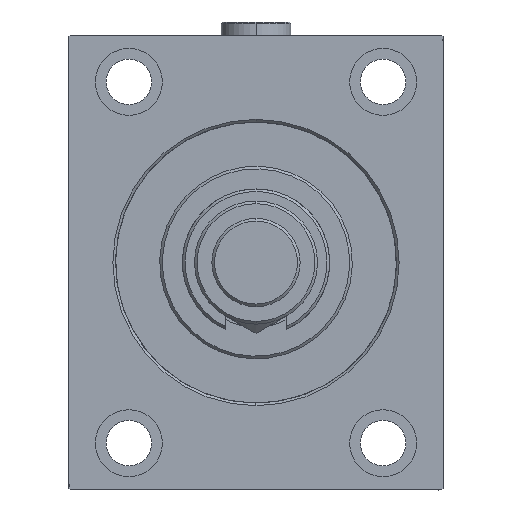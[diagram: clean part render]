
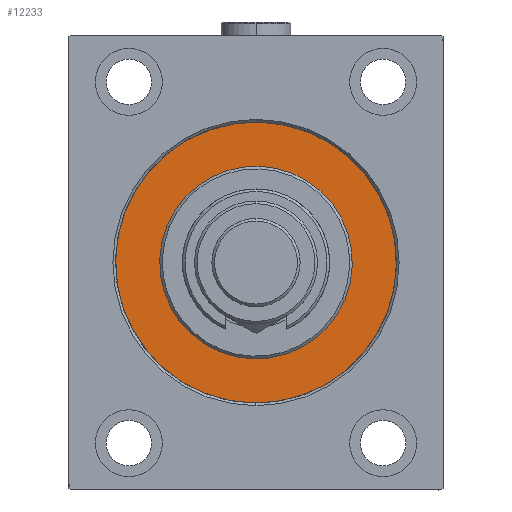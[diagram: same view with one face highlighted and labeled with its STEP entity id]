
A CAD part, left-side view. The second image highlights one B-rep face of the part: STEP entity #12233.
In plain terms, the highlighted face is planar.
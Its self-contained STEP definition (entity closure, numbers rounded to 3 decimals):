
#572 = CIRCLE ( 'NONE', #33928, 52.5 ) ;
#2304 = DIRECTION ( 'NONE',  ( 1., 0., 0. ) ) ;
#4294 = CARTESIAN_POINT ( 'NONE',  ( 0., 0., 0. ) ) ;
#4385 = CIRCLE ( 'NONE', #20697, 52.5 ) ;
#4843 = VERTEX_POINT ( 'NONE', #27690 ) ;
#5438 = CIRCLE ( 'NONE', #15546, 36. ) ;
#7232 = DIRECTION ( 'NONE',  ( -1., 0., 0. ) ) ;
#7411 = CARTESIAN_POINT ( 'NONE',  ( 0., 0., 52.5 ) ) ;
#7619 = DIRECTION ( 'NONE',  ( -1., 0., 0. ) ) ;
#11123 = FACE_BOUND ( 'NONE', #14382, .T. ) ;
#12233 = ADVANCED_FACE ( 'NONE', ( #11123, #48041 ), #22088, .F. ) ;
#12556 = ORIENTED_EDGE ( 'NONE', *, *, #28009, .F. ) ;
#12669 = VERTEX_POINT ( 'NONE', #29782 ) ;
#14382 = EDGE_LOOP ( 'NONE', ( #12556, #41618 ) ) ;
#15546 = AXIS2_PLACEMENT_3D ( 'NONE', #43613, #47999, #29561 ) ;
#17030 = EDGE_CURVE ( 'NONE', #28962, #4843, #572, .T. ) ;
#19242 = EDGE_CURVE ( 'NONE', #4843, #28962, #4385, .T. ) ;
#19814 = CARTESIAN_POINT ( 'NONE',  ( 0., 0., 0. ) ) ;
#20697 = AXIS2_PLACEMENT_3D ( 'NONE', #41630, #31192, #27068 ) ;
#22088 = PLANE ( 'NONE',  #29943 ) ;
#22459 = ORIENTED_EDGE ( 'NONE', *, *, #17030, .F. ) ;
#22726 = CIRCLE ( 'NONE', #28919, 36. ) ;
#25966 = VERTEX_POINT ( 'NONE', #26667 ) ;
#26667 = CARTESIAN_POINT ( 'NONE',  ( 0., 0., 36. ) ) ;
#27068 = DIRECTION ( 'NONE',  ( 0., 0., 1. ) ) ;
#27690 = CARTESIAN_POINT ( 'NONE',  ( 0., 0., -52.5 ) ) ;
#28009 = EDGE_CURVE ( 'NONE', #25966, #12669, #5438, .T. ) ;
#28919 = AXIS2_PLACEMENT_3D ( 'NONE', #19814, #2304, #35611 ) ;
#28962 = VERTEX_POINT ( 'NONE', #7411 ) ;
#29561 = DIRECTION ( 'NONE',  ( 0., 0., -1. ) ) ;
#29782 = CARTESIAN_POINT ( 'NONE',  ( 0., 0., -36. ) ) ;
#29943 = AXIS2_PLACEMENT_3D ( 'NONE', #4294, #7232, #44855 ) ;
#31192 = DIRECTION ( 'NONE',  ( -1., 0., 0. ) ) ;
#33928 = AXIS2_PLACEMENT_3D ( 'NONE', #36140, #7619, #37508 ) ;
#34883 = EDGE_LOOP ( 'NONE', ( #39851, #22459 ) ) ;
#35594 = EDGE_CURVE ( 'NONE', #12669, #25966, #22726, .T. ) ;
#35611 = DIRECTION ( 'NONE',  ( 0., 0., -1. ) ) ;
#36140 = CARTESIAN_POINT ( 'NONE',  ( 0., 0., 0. ) ) ;
#37508 = DIRECTION ( 'NONE',  ( 0., 0., 1. ) ) ;
#39851 = ORIENTED_EDGE ( 'NONE', *, *, #19242, .F. ) ;
#41618 = ORIENTED_EDGE ( 'NONE', *, *, #35594, .F. ) ;
#41630 = CARTESIAN_POINT ( 'NONE',  ( 0., 0., 0. ) ) ;
#43613 = CARTESIAN_POINT ( 'NONE',  ( 0., 0., 0. ) ) ;
#44855 = DIRECTION ( 'NONE',  ( 0., 0., 1. ) ) ;
#47999 = DIRECTION ( 'NONE',  ( 1., 0., 0. ) ) ;
#48041 = FACE_OUTER_BOUND ( 'NONE', #34883, .T. ) ;
